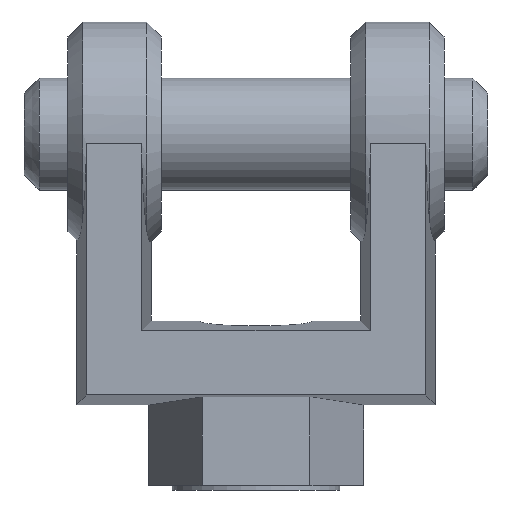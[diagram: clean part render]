
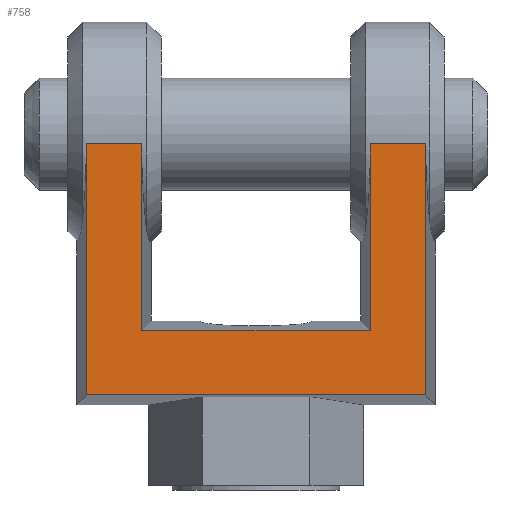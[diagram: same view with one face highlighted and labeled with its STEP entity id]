
A CAD part, front view. The second image highlights one B-rep face of the part: STEP entity #758.
In plain terms, the highlighted planar face has unit normal (0, -1, 0).
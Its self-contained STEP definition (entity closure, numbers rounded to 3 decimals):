
#80=LINE('',#1233,#142);
#83=LINE('',#1239,#145);
#85=LINE('',#1248,#147);
#86=LINE('',#1250,#148);
#92=LINE('',#1278,#154);
#93=LINE('',#1280,#155);
#97=LINE('',#1292,#159);
#98=LINE('',#1294,#160);
#142=VECTOR('',#992,1000.);
#145=VECTOR('',#997,1000.);
#147=VECTOR('',#1001,1000.);
#148=VECTOR('',#1004,1000.);
#154=VECTOR('',#1024,1000.);
#155=VECTOR('',#1027,1000.);
#159=VECTOR('',#1041,1000.);
#160=VECTOR('',#1042,1000.);
#353=ORIENTED_EDGE('',*,*,#462,.F.);
#354=ORIENTED_EDGE('',*,*,#469,.F.);
#355=ORIENTED_EDGE('',*,*,#470,.F.);
#356=ORIENTED_EDGE('',*,*,#463,.F.);
#357=ORIENTED_EDGE('',*,*,#451,.F.);
#358=ORIENTED_EDGE('',*,*,#444,.F.);
#359=ORIENTED_EDGE('',*,*,#447,.F.);
#360=ORIENTED_EDGE('',*,*,#450,.F.);
#444=EDGE_CURVE('',#525,#526,#80,.T.);
#447=EDGE_CURVE('',#527,#525,#83,.T.);
#450=EDGE_CURVE('',#529,#527,#85,.T.);
#451=EDGE_CURVE('',#526,#530,#86,.T.);
#462=EDGE_CURVE('',#536,#529,#92,.T.);
#463=EDGE_CURVE('',#530,#537,#93,.T.);
#469=EDGE_CURVE('',#540,#536,#97,.T.);
#470=EDGE_CURVE('',#537,#540,#98,.T.);
#525=VERTEX_POINT('',#1232);
#526=VERTEX_POINT('',#1234);
#527=VERTEX_POINT('',#1238);
#529=VERTEX_POINT('',#1247);
#530=VERTEX_POINT('',#1251);
#536=VERTEX_POINT('',#1277);
#537=VERTEX_POINT('',#1281);
#540=VERTEX_POINT('',#1293);
#619=EDGE_LOOP('',(#353,#354,#355,#356,#357,#358,#359,#360));
#681=FACE_BOUND('',#619,.T.);
#713=PLANE('',#841);
#758=ADVANCED_FACE('',(#681),#713,.F.);
#841=AXIS2_PLACEMENT_3D('',#1291,#1039,#1040);
#992=DIRECTION('',(0.,0.,1.));
#997=DIRECTION('',(-1.,0.,0.));
#1001=DIRECTION('',(0.,0.,-1.));
#1004=DIRECTION('',(1.,0.,0.));
#1024=DIRECTION('',(1.,0.,0.));
#1027=DIRECTION('',(0.,0.,-1.));
#1039=DIRECTION('',(0.,1.,0.));
#1040=DIRECTION('',(0.,0.,1.));
#1041=DIRECTION('',(0.,0.,1.));
#1042=DIRECTION('',(1.,0.,0.));
#1232=CARTESIAN_POINT('',(-28.813,-19.05,-44.307));
#1233=CARTESIAN_POINT('',(-28.813,-19.05,0.));
#1234=CARTESIAN_POINT('',(-28.813,-19.05,-1.667));
#1238=CARTESIAN_POINT('',(28.813,-19.05,-44.307));
#1239=CARTESIAN_POINT('',(30.48,-19.05,-44.307));
#1247=CARTESIAN_POINT('',(28.813,-19.05,-1.667));
#1248=CARTESIAN_POINT('',(28.813,-19.05,0.));
#1250=CARTESIAN_POINT('',(30.48,-19.05,-1.667));
#1251=CARTESIAN_POINT('',(-19.447,-19.05,-1.667));
#1277=CARTESIAN_POINT('',(19.447,-19.05,-1.667));
#1278=CARTESIAN_POINT('',(30.48,-19.05,-1.667));
#1280=CARTESIAN_POINT('',(-19.447,-19.05,0.));
#1281=CARTESIAN_POINT('',(-19.447,-19.05,-33.417));
#1291=CARTESIAN_POINT('',(30.48,-19.05,0.));
#1292=CARTESIAN_POINT('',(19.447,-19.05,0.));
#1293=CARTESIAN_POINT('',(19.447,-19.05,-33.417));
#1294=CARTESIAN_POINT('',(30.48,-19.05,-33.417));
